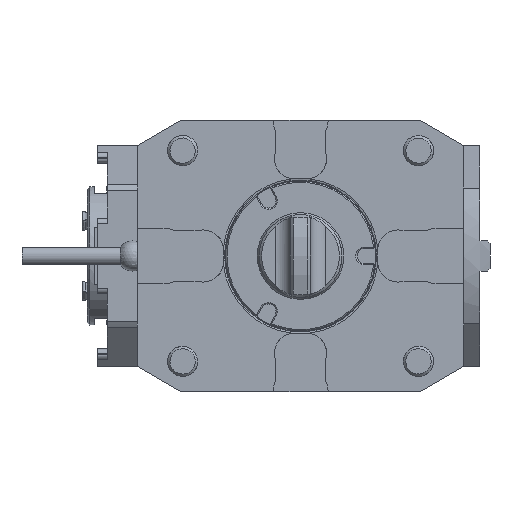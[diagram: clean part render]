
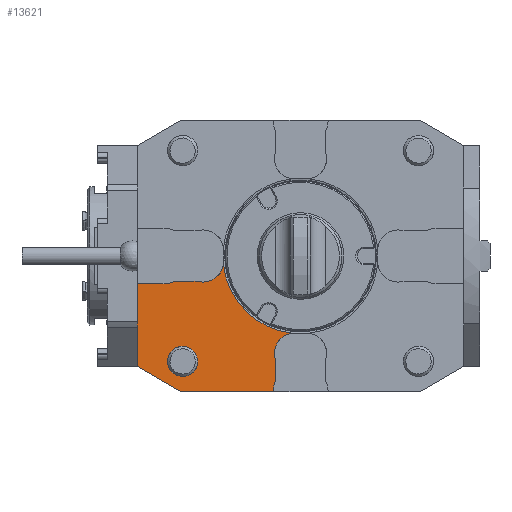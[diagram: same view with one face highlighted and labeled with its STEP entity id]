
A CAD part, front view. The second image highlights one B-rep face of the part: STEP entity #13621.
In plain terms, the highlighted planar face has unit normal (0, -1, 0).
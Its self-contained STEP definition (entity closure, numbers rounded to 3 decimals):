
#297 = CIRCLE ( 'NONE', #16969, 30.949 ) ;
#319 = DIRECTION ( 'NONE',  ( -1., 0., 0. ) ) ;
#565 = CARTESIAN_POINT ( 'NONE',  ( -65., 43., -54. ) ) ;
#645 = VERTEX_POINT ( 'NONE', #12161 ) ;
#670 = AXIS2_PLACEMENT_3D ( 'NONE', #10825, #14755, #4948 ) ;
#1170 = CARTESIAN_POINT ( 'NONE',  ( -54., 43., -11. ) ) ;
#1565 = ORIENTED_EDGE ( 'NONE', *, *, #4726, .T. ) ;
#1909 = EDGE_CURVE ( 'NONE', #24241, #6462, #3925, .T. ) ;
#2076 = VECTOR ( 'NONE', #19349, 1000. ) ;
#2353 = DIRECTION ( 'NONE',  ( 0., 1., 0. ) ) ;
#2484 = DIRECTION ( 'NONE',  ( 0., 1., 0. ) ) ;
#2498 = DIRECTION ( 'NONE',  ( 0., 1., 0. ) ) ;
#2668 = CARTESIAN_POINT ( 'NONE',  ( -65., 43., -44. ) ) ;
#2706 = VERTEX_POINT ( 'NONE', #13089 ) ;
#3009 = AXIS2_PLACEMENT_3D ( 'NONE', #8726, #14568, #22322 ) ;
#3231 = CARTESIAN_POINT ( 'NONE',  ( -3.166, 43., -30.787 ) ) ;
#3242 = CIRCLE ( 'NONE', #19913, 6. ) ;
#3925 = LINE ( 'NONE', #18988, #2076 ) ;
#4028 = ORIENTED_EDGE ( 'NONE', *, *, #6592, .F. ) ;
#4349 = DIRECTION ( 'NONE',  ( 1., 0., 0. ) ) ;
#4726 = EDGE_CURVE ( 'NONE', #17469, #15468, #8197, .T. ) ;
#4948 = DIRECTION ( 'NONE',  ( 0., 0., 1. ) ) ;
#5107 = CIRCLE ( 'NONE', #670, 8. ) ;
#5906 = AXIS2_PLACEMENT_3D ( 'NONE', #23149, #21239, #7789 ) ;
#6057 = LINE ( 'NONE', #23620, #18341 ) ;
#6189 = EDGE_CURVE ( 'NONE', #24241, #9181, #14020, .T. ) ;
#6358 = VERTEX_POINT ( 'NONE', #9458 ) ;
#6462 = VERTEX_POINT ( 'NONE', #20889 ) ;
#6592 = EDGE_CURVE ( 'NONE', #17648, #645, #18363, .T. ) ;
#6653 = ORIENTED_EDGE ( 'NONE', *, *, #23275, .F. ) ;
#6782 = DIRECTION ( 'NONE',  ( 0., 0., -1. ) ) ;
#7150 = DIRECTION ( 'NONE',  ( 0., 0., 1. ) ) ;
#7789 = DIRECTION ( 'NONE',  ( 0., 0., 1. ) ) ;
#7803 = ORIENTED_EDGE ( 'NONE', *, *, #8068, .T. ) ;
#7832 = CARTESIAN_POINT ( 'NONE',  ( -54., 43., -3. ) ) ;
#8068 = EDGE_CURVE ( 'NONE', #17648, #11432, #19329, .T. ) ;
#8197 = LINE ( 'NONE', #565, #24498 ) ;
#8401 = AXIS2_PLACEMENT_3D ( 'NONE', #17640, #2498, #17911 ) ;
#8498 = CARTESIAN_POINT ( 'NONE',  ( -10., 43., -41.248 ) ) ;
#8613 = ORIENTED_EDGE ( 'NONE', *, *, #1909, .T. ) ;
#8726 = CARTESIAN_POINT ( 'NONE',  ( -38.75, 43., -2.4 ) ) ;
#8768 = ORIENTED_EDGE ( 'NONE', *, *, #17873, .T. ) ;
#8786 = EDGE_CURVE ( 'NONE', #15468, #645, #5107, .T. ) ;
#9176 = AXIS2_PLACEMENT_3D ( 'NONE', #7832, #19522, #14056 ) ;
#9181 = VERTEX_POINT ( 'NONE', #11875 ) ;
#9262 = EDGE_CURVE ( 'NONE', #6462, #15625, #12759, .T. ) ;
#9458 = CARTESIAN_POINT ( 'NONE',  ( -41.248, 43., -10. ) ) ;
#9965 = CARTESIAN_POINT ( 'NONE',  ( -30.787, 43., -3.166 ) ) ;
#10254 = LINE ( 'NONE', #12149, #11020 ) ;
#10825 = CARTESIAN_POINT ( 'NONE',  ( -3., 43., -54. ) ) ;
#11020 = VECTOR ( 'NONE', #319, 1000. ) ;
#11432 = VERTEX_POINT ( 'NONE', #3231 ) ;
#11771 = FACE_BOUND ( 'NONE', #24090, .T. ) ;
#11875 = CARTESIAN_POINT ( 'NONE',  ( -50.127, 43., -10. ) ) ;
#12149 = CARTESIAN_POINT ( 'NONE',  ( -41.248, 43., -10. ) ) ;
#12152 = PLANE ( 'NONE',  #8401 ) ;
#12161 = CARTESIAN_POINT ( 'NONE',  ( -10., 43., -50.127 ) ) ;
#12409 = DIRECTION ( 'NONE',  ( 0., 0., 1. ) ) ;
#12519 = CARTESIAN_POINT ( 'NONE',  ( -65., 43., 54. ) ) ;
#12759 = LINE ( 'NONE', #12519, #18181 ) ;
#13089 = CARTESIAN_POINT ( 'NONE',  ( -47., 43., -36. ) ) ;
#13621 = ADVANCED_FACE ( 'Defeature completata1_17', ( #11771, #15989 ), #12152, .F. ) ;
#14020 = CIRCLE ( 'NONE', #9176, 8. ) ;
#14056 = DIRECTION ( 'NONE',  ( 0., 0., -1. ) ) ;
#14330 = VERTEX_POINT ( 'NONE', #9965 ) ;
#14568 = DIRECTION ( 'NONE',  ( 0., -1., 0. ) ) ;
#14715 = ORIENTED_EDGE ( 'NONE', *, *, #22557, .T. ) ;
#14755 = DIRECTION ( 'NONE',  ( 0., 1., 0. ) ) ;
#15468 = VERTEX_POINT ( 'NONE', #21276 ) ;
#15625 = VERTEX_POINT ( 'NONE', #2668 ) ;
#15858 = ORIENTED_EDGE ( 'NONE', *, *, #19402, .T. ) ;
#15909 = ORIENTED_EDGE ( 'NONE', *, *, #6189, .F. ) ;
#15989 = FACE_OUTER_BOUND ( 'NONE', #24102, .T. ) ;
#16903 = CARTESIAN_POINT ( 'NONE',  ( -47.679, 43., -54. ) ) ;
#16969 = AXIS2_PLACEMENT_3D ( 'NONE', #21807, #2484, #7150 ) ;
#17469 = VERTEX_POINT ( 'NONE', #16903 ) ;
#17640 = CARTESIAN_POINT ( 'NONE',  ( 132.4, 43., 0. ) ) ;
#17648 = VERTEX_POINT ( 'NONE', #8498 ) ;
#17873 = EDGE_CURVE ( 'NONE', #2706, #2706, #3242, .T. ) ;
#17911 = DIRECTION ( 'NONE',  ( 0., 0., 1. ) ) ;
#18181 = VECTOR ( 'NONE', #6782, 1000. ) ;
#18271 = CARTESIAN_POINT ( 'NONE',  ( -47., 43., -42. ) ) ;
#18341 = VECTOR ( 'NONE', #19685, 1000. ) ;
#18363 = LINE ( 'NONE', #23807, #20152 ) ;
#18575 = EDGE_CURVE ( 'NONE', #15625, #17469, #6057, .T. ) ;
#18988 = CARTESIAN_POINT ( 'NONE',  ( -54., 43., -11. ) ) ;
#19267 = CIRCLE ( 'NONE', #3009, 8. ) ;
#19329 = CIRCLE ( 'NONE', #5906, 8. ) ;
#19349 = DIRECTION ( 'NONE',  ( -1., 0., 0. ) ) ;
#19402 = EDGE_CURVE ( 'NONE', #6358, #9181, #10254, .T. ) ;
#19510 = ORIENTED_EDGE ( 'NONE', *, *, #9262, .T. ) ;
#19522 = DIRECTION ( 'NONE',  ( 0., -1., 0. ) ) ;
#19685 = DIRECTION ( 'NONE',  ( 0.866, 0., -0.5 ) ) ;
#19913 = AXIS2_PLACEMENT_3D ( 'NONE', #18271, #2353, #12409 ) ;
#20152 = VECTOR ( 'NONE', #20242, 1000. ) ;
#20242 = DIRECTION ( 'NONE',  ( 0., 0., -1. ) ) ;
#20785 = ORIENTED_EDGE ( 'NONE', *, *, #18575, .T. ) ;
#20889 = CARTESIAN_POINT ( 'NONE',  ( -65., 43., -11. ) ) ;
#21239 = DIRECTION ( 'NONE',  ( 0., 1., 0. ) ) ;
#21276 = CARTESIAN_POINT ( 'NONE',  ( -11., 43., -54. ) ) ;
#21807 = CARTESIAN_POINT ( 'NONE',  ( 0., 43., 0. ) ) ;
#22322 = DIRECTION ( 'NONE',  ( 0., 0., -1. ) ) ;
#22557 = EDGE_CURVE ( 'NONE', #11432, #14330, #297, .T. ) ;
#23149 = CARTESIAN_POINT ( 'NONE',  ( -2.4, 43., -38.75 ) ) ;
#23275 = EDGE_CURVE ( 'NONE', #6358, #14330, #19267, .T. ) ;
#23620 = CARTESIAN_POINT ( 'NONE',  ( 63.997, 43., -118.477 ) ) ;
#23807 = CARTESIAN_POINT ( 'NONE',  ( -10., 43., -41.248 ) ) ;
#24090 = EDGE_LOOP ( 'NONE', ( #8768 ) ) ;
#24102 = EDGE_LOOP ( 'NONE', ( #19510, #20785, #1565, #25164, #4028, #7803, #14715, #6653, #15858, #15909, #8613 ) ) ;
#24241 = VERTEX_POINT ( 'NONE', #1170 ) ;
#24498 = VECTOR ( 'NONE', #4349, 1000. ) ;
#25164 = ORIENTED_EDGE ( 'NONE', *, *, #8786, .T. ) ;
